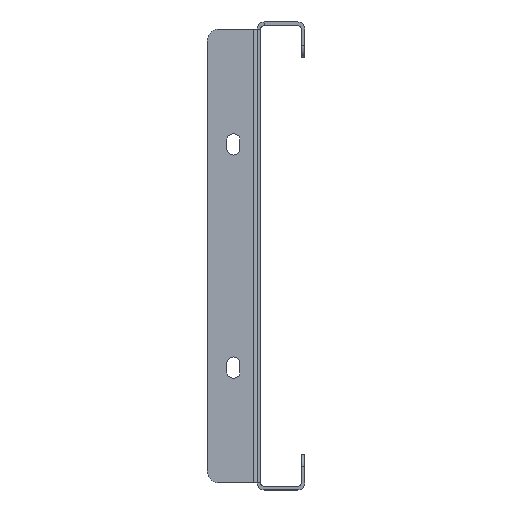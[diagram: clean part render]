
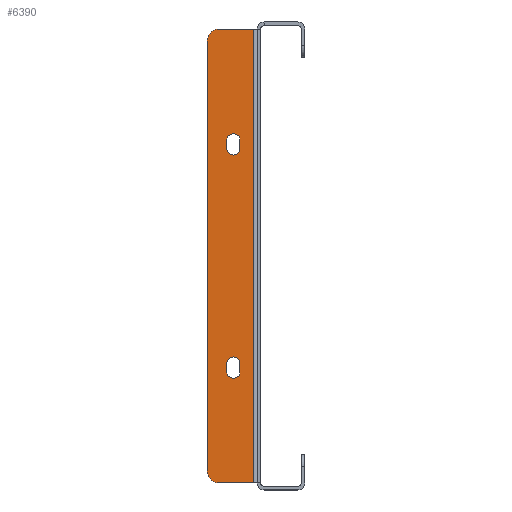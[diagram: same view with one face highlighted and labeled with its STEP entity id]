
A CAD part, left-side view. The second image highlights one B-rep face of the part: STEP entity #6390.
In plain terms, the highlighted planar face has unit normal (-1, 0, 0).
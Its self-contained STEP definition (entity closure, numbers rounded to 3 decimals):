
#50 = LINE ( 'NONE', #721, #8629 ) ;
#63 = ORIENTED_EDGE ( 'NONE', *, *, #2766, .F. ) ;
#107 = EDGE_CURVE ( 'NONE', #4221, #303, #8072, .T. ) ;
#123 = CARTESIAN_POINT ( 'NONE',  ( -346., 1.5, 95.5 ) ) ;
#205 = CARTESIAN_POINT ( 'NONE',  ( -346., 16., 95.5 ) ) ;
#280 = CIRCLE ( 'NONE', #1850, 5. ) ;
#303 = VERTEX_POINT ( 'NONE', #2234 ) ;
#319 = CIRCLE ( 'NONE', #1029, 2.75 ) ;
#342 = DIRECTION ( 'NONE',  ( 0., -1., 0. ) ) ;
#392 = VERTEX_POINT ( 'NONE', #2526 ) ;
#408 = DIRECTION ( 'NONE',  ( 0., -1., 0. ) ) ;
#462 = VERTEX_POINT ( 'NONE', #3330 ) ;
#466 = CARTESIAN_POINT ( 'NONE',  ( -346., 21., -90.5 ) ) ;
#567 = CIRCLE ( 'NONE', #3147, 2.75 ) ;
#721 = CARTESIAN_POINT ( 'NONE',  ( -346., 7.25, -45.25 ) ) ;
#814 = VERTEX_POINT ( 'NONE', #466 ) ;
#858 = VERTEX_POINT ( 'NONE', #4582 ) ;
#954 = EDGE_CURVE ( 'NONE', #814, #5471, #8718, .T. ) ;
#974 = DIRECTION ( 'NONE',  ( 0., 1., 0. ) ) ;
#1029 = AXIS2_PLACEMENT_3D ( 'NONE', #6647, #1260, #3327 ) ;
#1076 = DIRECTION ( 'NONE',  ( -1., 0., 0. ) ) ;
#1208 = ORIENTED_EDGE ( 'NONE', *, *, #1287, .F. ) ;
#1219 = VERTEX_POINT ( 'NONE', #6706 ) ;
#1220 = ORIENTED_EDGE ( 'NONE', *, *, #107, .F. ) ;
#1260 = DIRECTION ( 'NONE',  ( -1., 0., 0. ) ) ;
#1261 = VERTEX_POINT ( 'NONE', #1711 ) ;
#1287 = EDGE_CURVE ( 'NONE', #303, #462, #567, .T. ) ;
#1413 = DIRECTION ( 'NONE',  ( 0., 0., -1. ) ) ;
#1455 = AXIS2_PLACEMENT_3D ( 'NONE', #5158, #5704, #8591 ) ;
#1559 = EDGE_CURVE ( 'NONE', #392, #2325, #3628, .T. ) ;
#1675 = CARTESIAN_POINT ( 'NONE',  ( -346., 16., 90.5 ) ) ;
#1711 = CARTESIAN_POINT ( 'NONE',  ( -346., 12.75, -45.25 ) ) ;
#1721 = ORIENTED_EDGE ( 'NONE', *, *, #7859, .T. ) ;
#1771 = DIRECTION ( 'NONE',  ( 0., -1., 0. ) ) ;
#1850 = AXIS2_PLACEMENT_3D ( 'NONE', #7232, #1076, #3899 ) ;
#1878 = CIRCLE ( 'NONE', #1455, 2.75 ) ;
#1920 = LINE ( 'NONE', #8078, #4891 ) ;
#1991 = ORIENTED_EDGE ( 'NONE', *, *, #1559, .F. ) ;
#2023 = VERTEX_POINT ( 'NONE', #205 ) ;
#2046 = EDGE_CURVE ( 'NONE', #2023, #4860, #2359, .T. ) ;
#2230 = DIRECTION ( 'NONE',  ( -1., 0., 0. ) ) ;
#2234 = CARTESIAN_POINT ( 'NONE',  ( -346., 7.25, 48.75 ) ) ;
#2269 = CARTESIAN_POINT ( 'NONE',  ( -346., 0., 0. ) ) ;
#2325 = VERTEX_POINT ( 'NONE', #8459 ) ;
#2359 = LINE ( 'NONE', #6483, #7190 ) ;
#2441 = ORIENTED_EDGE ( 'NONE', *, *, #5800, .F. ) ;
#2515 = EDGE_LOOP ( 'NONE', ( #7903, #63, #3047, #4700 ) ) ;
#2526 = CARTESIAN_POINT ( 'NONE',  ( -346., 1.5, -95.5 ) ) ;
#2548 = CARTESIAN_POINT ( 'NONE',  ( -346., 7.25, 45.25 ) ) ;
#2552 = EDGE_LOOP ( 'NONE', ( #2441, #6559, #1208, #1220 ) ) ;
#2611 = AXIS2_PLACEMENT_3D ( 'NONE', #2269, #2230, #2903 ) ;
#2766 = EDGE_CURVE ( 'NONE', #858, #7420, #50, .T. ) ;
#2903 = DIRECTION ( 'NONE',  ( 0., -1., 0. ) ) ;
#3047 = ORIENTED_EDGE ( 'NONE', *, *, #7250, .F. ) ;
#3108 = DIRECTION ( 'NONE',  ( -1., 0., 0. ) ) ;
#3124 = DIRECTION ( 'NONE',  ( 0., 0., -1. ) ) ;
#3147 = AXIS2_PLACEMENT_3D ( 'NONE', #3816, #8744, #408 ) ;
#3327 = DIRECTION ( 'NONE',  ( 0., -1., 0. ) ) ;
#3330 = CARTESIAN_POINT ( 'NONE',  ( -346., 12.75, 48.75 ) ) ;
#3569 = FACE_BOUND ( 'NONE', #2552, .T. ) ;
#3608 = AXIS2_PLACEMENT_3D ( 'NONE', #1675, #3108, #1771 ) ;
#3628 = LINE ( 'NONE', #5007, #7379 ) ;
#3816 = CARTESIAN_POINT ( 'NONE',  ( -346., 10., 48.75 ) ) ;
#3899 = DIRECTION ( 'NONE',  ( 0., -1., 0. ) ) ;
#3974 = DIRECTION ( 'NONE',  ( 0., 0., 1. ) ) ;
#4102 = CARTESIAN_POINT ( 'NONE',  ( -346., 7.25, 45.25 ) ) ;
#4221 = VERTEX_POINT ( 'NONE', #4102 ) ;
#4511 = LINE ( 'NONE', #8611, #6620 ) ;
#4569 = VECTOR ( 'NONE', #4643, 1000. ) ;
#4582 = CARTESIAN_POINT ( 'NONE',  ( -346., 7.25, -48.75 ) ) ;
#4626 = DIRECTION ( 'NONE',  ( 0., 0., 1. ) ) ;
#4643 = DIRECTION ( 'NONE',  ( 0., 0., 1. ) ) ;
#4700 = ORIENTED_EDGE ( 'NONE', *, *, #7256, .F. ) ;
#4718 = CARTESIAN_POINT ( 'NONE',  ( -346., 21., 90.5 ) ) ;
#4726 = CARTESIAN_POINT ( 'NONE',  ( -346., 12.75, -45.25 ) ) ;
#4860 = VERTEX_POINT ( 'NONE', #123 ) ;
#4891 = VECTOR ( 'NONE', #3974, 1000. ) ;
#4893 = ORIENTED_EDGE ( 'NONE', *, *, #6535, .T. ) ;
#5007 = CARTESIAN_POINT ( 'NONE',  ( -346., 21., -95.5 ) ) ;
#5044 = PLANE ( 'NONE',  #2611 ) ;
#5126 = ORIENTED_EDGE ( 'NONE', *, *, #954, .F. ) ;
#5158 = CARTESIAN_POINT ( 'NONE',  ( -346., 10., -45.25 ) ) ;
#5342 = VECTOR ( 'NONE', #4626, 1000. ) ;
#5398 = DIRECTION ( 'NONE',  ( -1., 0., 0. ) ) ;
#5471 = VERTEX_POINT ( 'NONE', #4718 ) ;
#5529 = CARTESIAN_POINT ( 'NONE',  ( -346., 10., -48.75 ) ) ;
#5553 = VERTEX_POINT ( 'NONE', #8195 ) ;
#5625 = VECTOR ( 'NONE', #1413, 1000. ) ;
#5636 = EDGE_CURVE ( 'NONE', #7420, #1261, #1878, .T. ) ;
#5672 = FACE_OUTER_BOUND ( 'NONE', #6815, .T. ) ;
#5704 = DIRECTION ( 'NONE',  ( -1., 0., 0. ) ) ;
#5712 = EDGE_CURVE ( 'NONE', #2023, #5471, #8770, .T. ) ;
#5800 = EDGE_CURVE ( 'NONE', #5553, #4221, #319, .T. ) ;
#6119 = DIRECTION ( 'NONE',  ( 0., 1., 0. ) ) ;
#6351 = CARTESIAN_POINT ( 'NONE',  ( -346., 7.25, -45.25 ) ) ;
#6390 = ADVANCED_FACE ( 'NONE', ( #3569, #8333, #5672 ), #5044, .T. ) ;
#6407 = ORIENTED_EDGE ( 'NONE', *, *, #5712, .T. ) ;
#6483 = CARTESIAN_POINT ( 'NONE',  ( -346., 0., 95.5 ) ) ;
#6535 = EDGE_CURVE ( 'NONE', #392, #4860, #1920, .T. ) ;
#6559 = ORIENTED_EDGE ( 'NONE', *, *, #7188, .F. ) ;
#6620 = VECTOR ( 'NONE', #3124, 1000. ) ;
#6647 = CARTESIAN_POINT ( 'NONE',  ( -346., 10., 45.25 ) ) ;
#6706 = CARTESIAN_POINT ( 'NONE',  ( -346., 12.75, -48.75 ) ) ;
#6815 = EDGE_LOOP ( 'NONE', ( #7322, #6407, #5126, #1721, #1991, #4893 ) ) ;
#7188 = EDGE_CURVE ( 'NONE', #462, #5553, #4511, .T. ) ;
#7190 = VECTOR ( 'NONE', #342, 1000. ) ;
#7214 = AXIS2_PLACEMENT_3D ( 'NONE', #5529, #5398, #6119 ) ;
#7232 = CARTESIAN_POINT ( 'NONE',  ( -346., 16., -90.5 ) ) ;
#7250 = EDGE_CURVE ( 'NONE', #1219, #858, #8358, .T. ) ;
#7256 = EDGE_CURVE ( 'NONE', #1261, #1219, #8870, .T. ) ;
#7322 = ORIENTED_EDGE ( 'NONE', *, *, #2046, .F. ) ;
#7379 = VECTOR ( 'NONE', #974, 1000. ) ;
#7420 = VERTEX_POINT ( 'NONE', #6351 ) ;
#7859 = EDGE_CURVE ( 'NONE', #814, #2325, #280, .T. ) ;
#7903 = ORIENTED_EDGE ( 'NONE', *, *, #5636, .F. ) ;
#8051 = CARTESIAN_POINT ( 'NONE',  ( -346., 21., 95.5 ) ) ;
#8072 = LINE ( 'NONE', #2548, #4569 ) ;
#8078 = CARTESIAN_POINT ( 'NONE',  ( -346., 1.5, 0. ) ) ;
#8195 = CARTESIAN_POINT ( 'NONE',  ( -346., 12.75, 45.25 ) ) ;
#8333 = FACE_BOUND ( 'NONE', #2515, .T. ) ;
#8358 = CIRCLE ( 'NONE', #7214, 2.75 ) ;
#8459 = CARTESIAN_POINT ( 'NONE',  ( -346., 16., -95.5 ) ) ;
#8591 = DIRECTION ( 'NONE',  ( 0., 1., 0. ) ) ;
#8611 = CARTESIAN_POINT ( 'NONE',  ( -346., 12.75, 45.25 ) ) ;
#8629 = VECTOR ( 'NONE', #8860, 1000. ) ;
#8718 = LINE ( 'NONE', #8051, #5342 ) ;
#8744 = DIRECTION ( 'NONE',  ( -1., 0., 0. ) ) ;
#8770 = CIRCLE ( 'NONE', #3608, 5. ) ;
#8860 = DIRECTION ( 'NONE',  ( 0., 0., 1. ) ) ;
#8870 = LINE ( 'NONE', #4726, #5625 ) ;
